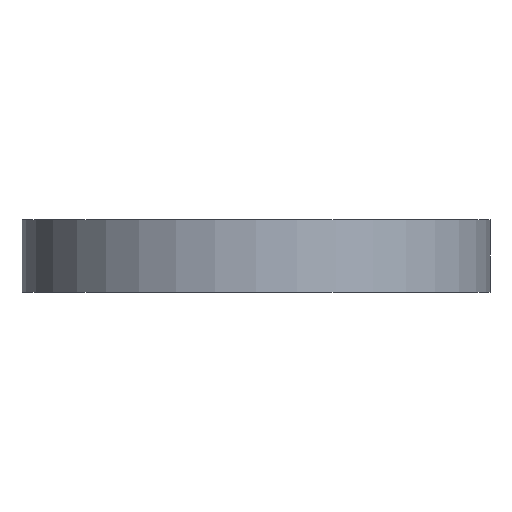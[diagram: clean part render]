
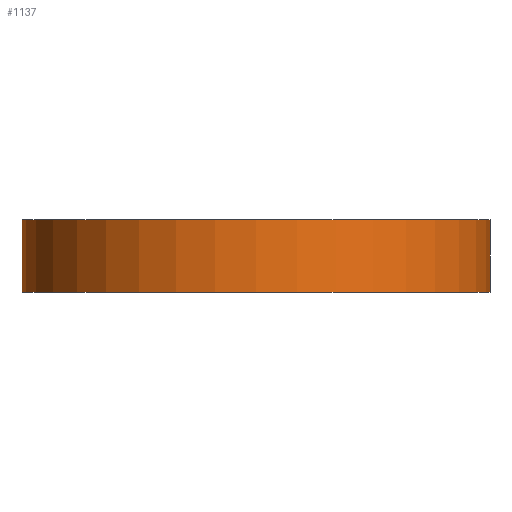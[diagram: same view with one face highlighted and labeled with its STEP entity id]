
A CAD part, front view. The second image highlights one B-rep face of the part: STEP entity #1137.
In plain terms, the highlighted cylindrical face has radius 64.501 mm (diameter 129.003 mm), a full revolution.
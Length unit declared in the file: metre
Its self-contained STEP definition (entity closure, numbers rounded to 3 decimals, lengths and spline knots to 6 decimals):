
#28=CYLINDRICAL_SURFACE('',#1239,0.064501);
#85=CIRCLE('',#1212,0.064501);
#110=CIRCLE('',#1238,0.064501);
#208=ORIENTED_EDGE('',*,*,#496,.F.);
#209=ORIENTED_EDGE('',*,*,#546,.T.);
#496=EDGE_CURVE('',#672,#672,#85,.T.);
#546=EDGE_CURVE('',#722,#722,#110,.T.);
#672=VERTEX_POINT('',#1619);
#722=VERTEX_POINT('',#1752);
#979=EDGE_LOOP('',(#208));
#980=EDGE_LOOP('',(#209));
#1051=FACE_BOUND('',#979,.T.);
#1052=FACE_BOUND('',#980,.T.);
#1137=ADVANCED_FACE('',(#1051,#1052),#28,.T.);
#1212=AXIS2_PLACEMENT_3D('',#1618,#1321,#1322);
#1238=AXIS2_PLACEMENT_3D('',#1751,#1382,#1383);
#1239=AXIS2_PLACEMENT_3D('',#1779,#1397,#1398);
#1321=DIRECTION('',(0.,0.,1.));
#1322=DIRECTION('',(1.,0.,0.));
#1382=DIRECTION('',(0.,0.,1.));
#1383=DIRECTION('',(1.,0.,0.));
#1397=DIRECTION('',(0.,0.,-1.));
#1398=DIRECTION('',(-1.,0.,0.));
#1618=CARTESIAN_POINT('',(0.,0.,0.2));
#1619=CARTESIAN_POINT('',(0.064501,0.,0.2));
#1751=CARTESIAN_POINT('',(0.,0.,0.18));
#1752=CARTESIAN_POINT('',(0.064501,0.,0.18));
#1779=CARTESIAN_POINT('',(0.,0.,0.2));
